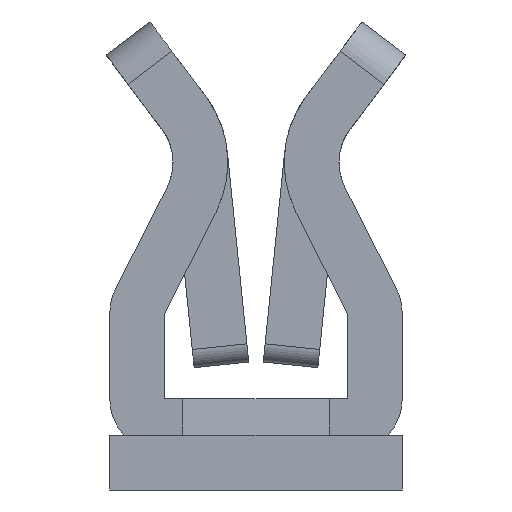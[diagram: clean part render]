
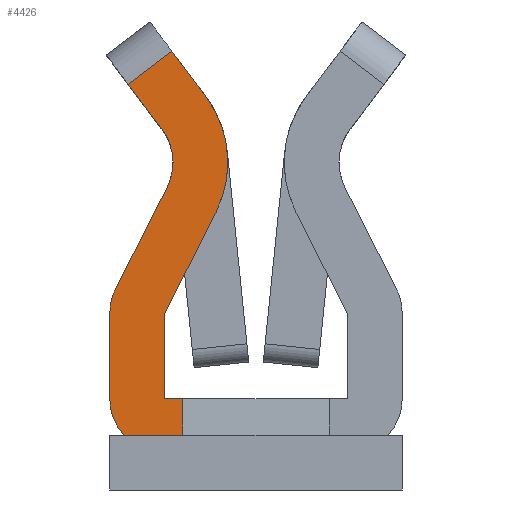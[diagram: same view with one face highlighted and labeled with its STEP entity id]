
A CAD part, left-side view. The second image highlights one B-rep face of the part: STEP entity #4426.
In plain terms, the highlighted face is planar.
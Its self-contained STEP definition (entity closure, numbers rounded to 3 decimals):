
#165=CIRCLE('',#4682,0.15);
#177=CIRCLE('',#4709,0.15);
#178=CIRCLE('',#4710,0.15);
#179=CIRCLE('',#4711,0.3);
#492=ORIENTED_EDGE('',*,*,#1754,.T.);
#493=ORIENTED_EDGE('',*,*,#1751,.F.);
#494=ORIENTED_EDGE('',*,*,#1787,.T.);
#495=ORIENTED_EDGE('',*,*,#1788,.T.);
#496=ORIENTED_EDGE('',*,*,#1789,.F.);
#497=ORIENTED_EDGE('',*,*,#1790,.T.);
#498=ORIENTED_EDGE('',*,*,#1791,.T.);
#499=ORIENTED_EDGE('',*,*,#1792,.F.);
#500=ORIENTED_EDGE('',*,*,#1793,.T.);
#501=ORIENTED_EDGE('',*,*,#1794,.T.);
#502=ORIENTED_EDGE('',*,*,#1795,.T.);
#503=ORIENTED_EDGE('',*,*,#1796,.T.);
#504=ORIENTED_EDGE('',*,*,#1730,.T.);
#505=ORIENTED_EDGE('',*,*,#1786,.T.);
#1730=EDGE_CURVE('',#2405,#2404,#2845,.T.);
#1751=EDGE_CURVE('',#2421,#2422,#165,.T.);
#1754=EDGE_CURVE('',#2424,#2422,#2859,.T.);
#1786=EDGE_CURVE('',#2404,#2424,#2877,.T.);
#1787=EDGE_CURVE('',#2421,#2443,#2878,.T.);
#1788=EDGE_CURVE('',#2443,#2444,#177,.T.);
#1789=EDGE_CURVE('',#2445,#2444,#2879,.T.);
#1790=EDGE_CURVE('',#2445,#2446,#178,.T.);
#1791=EDGE_CURVE('',#2446,#2447,#2880,.T.);
#1792=EDGE_CURVE('',#2448,#2447,#2881,.T.);
#1793=EDGE_CURVE('',#2448,#2449,#2882,.T.);
#1794=EDGE_CURVE('',#2449,#2450,#2883,.T.);
#1795=EDGE_CURVE('',#2450,#2451,#2884,.T.);
#1796=EDGE_CURVE('',#2451,#2405,#179,.T.);
#2404=VERTEX_POINT('',#6449);
#2405=VERTEX_POINT('',#6451);
#2421=VERTEX_POINT('',#6497);
#2422=VERTEX_POINT('',#6499);
#2424=VERTEX_POINT('',#6505);
#2443=VERTEX_POINT('',#6583);
#2444=VERTEX_POINT('',#6585);
#2445=VERTEX_POINT('',#6587);
#2446=VERTEX_POINT('',#6589);
#2447=VERTEX_POINT('',#6591);
#2448=VERTEX_POINT('',#6593);
#2449=VERTEX_POINT('',#6595);
#2450=VERTEX_POINT('',#6597);
#2451=VERTEX_POINT('',#6599);
#2845=LINE('',#6450,#3325);
#2859=LINE('',#6504,#3339);
#2877=LINE('',#6580,#3357);
#2878=LINE('',#6582,#3358);
#2879=LINE('',#6586,#3359);
#2880=LINE('',#6590,#3360);
#2881=LINE('',#6592,#3361);
#2882=LINE('',#6594,#3362);
#2883=LINE('',#6596,#3363);
#2884=LINE('',#6598,#3364);
#3325=VECTOR('',#5135,1000.);
#3339=VECTOR('',#5175,1000.);
#3357=VECTOR('',#5239,1000.);
#3358=VECTOR('',#5242,1000.);
#3359=VECTOR('',#5245,1000.);
#3360=VECTOR('',#5248,1000.);
#3361=VECTOR('',#5249,1000.);
#3362=VECTOR('',#5250,1000.);
#3363=VECTOR('',#5251,1000.);
#3364=VECTOR('',#5252,1000.);
#3804=EDGE_LOOP('',(#492,#493,#494,#495,#496,#497,#498,#499,#500,#501,#502,
#503,#504,#505));
#4042=FACE_BOUND('',#3804,.T.);
#4267=PLANE('',#4708);
#4426=ADVANCED_FACE('',(#4042),#4267,.T.);
#4682=AXIS2_PLACEMENT_3D('',#6498,#5168,#5169);
#4708=AXIS2_PLACEMENT_3D('',#6581,#5240,#5241);
#4709=AXIS2_PLACEMENT_3D('',#6584,#5243,#5244);
#4710=AXIS2_PLACEMENT_3D('',#6588,#5246,#5247);
#4711=AXIS2_PLACEMENT_3D('',#6600,#5253,#5254);
#5135=DIRECTION('',(-0.6,0.8,0.));
#5168=DIRECTION('',(0.,0.,1.));
#5169=DIRECTION('',(1.,0.,0.));
#5175=DIRECTION('',(0.6,-0.8,0.));
#5239=DIRECTION('',(-0.8,-0.6,0.));
#5240=DIRECTION('',(0.,0.,1.));
#5241=DIRECTION('',(1.,0.,0.));
#5242=DIRECTION('',(-0.452,-0.892,0.));
#5243=DIRECTION('',(0.,0.,1.));
#5244=DIRECTION('',(-0.885,0.466,0.));
#5245=DIRECTION('',(0.,1.,0.));
#5246=DIRECTION('',(0.,0.,1.));
#5247=DIRECTION('',(-1.,0.,0.));
#5248=DIRECTION('',(1.,0.,0.));
#5249=DIRECTION('',(0.,-1.,0.));
#5250=DIRECTION('',(-1.,0.,0.));
#5251=DIRECTION('',(0.,1.,0.));
#5252=DIRECTION('',(0.452,0.892,0.));
#5253=DIRECTION('',(0.,0.,1.));
#5254=DIRECTION('',(1.,0.,0.));
#6449=CARTESIAN_POINT('',(-0.23,1.2,2.5));
#6450=CARTESIAN_POINT('',(-0.137,1.076,2.5));
#6451=CARTESIAN_POINT('',(-0.137,1.076,2.5));
#6497=CARTESIAN_POINT('',(-0.243,0.828,2.5));
#6498=CARTESIAN_POINT('',(-0.377,0.896,2.5));
#6499=CARTESIAN_POINT('',(-0.257,0.986,2.5));
#6504=CARTESIAN_POINT('',(-0.35,1.11,2.5));
#6505=CARTESIAN_POINT('',(-0.35,1.11,2.5));
#6580=CARTESIAN_POINT('',(-0.23,1.2,2.5));
#6581=CARTESIAN_POINT('',(-0.238,0.645,2.5));
#6582=CARTESIAN_POINT('',(-0.248,0.818,2.5));
#6583=CARTESIAN_POINT('',(-0.384,0.551,2.5));
#6584=CARTESIAN_POINT('',(-0.25,0.483,2.5));
#6585=CARTESIAN_POINT('',(-0.4,0.483,2.5));
#6586=CARTESIAN_POINT('',(-0.4,0.25,2.5));
#6587=CARTESIAN_POINT('',(-0.4,0.25,2.5));
#6588=CARTESIAN_POINT('',(-0.25,0.25,2.5));
#6589=CARTESIAN_POINT('',(-0.25,0.1,2.5));
#6590=CARTESIAN_POINT('',(-0.25,0.1,2.5));
#6591=CARTESIAN_POINT('',(-0.2,0.1,2.5));
#6592=CARTESIAN_POINT('',(-0.2,0.25,2.5));
#6593=CARTESIAN_POINT('',(-0.2,0.25,2.5));
#6594=CARTESIAN_POINT('',(-0.2,0.25,2.5));
#6595=CARTESIAN_POINT('',(-0.25,0.25,2.5));
#6596=CARTESIAN_POINT('',(-0.25,0.25,2.5));
#6597=CARTESIAN_POINT('',(-0.25,0.483,2.5));
#6598=CARTESIAN_POINT('',(-0.25,0.483,2.5));
#6599=CARTESIAN_POINT('',(-0.109,0.76,2.5));
#6600=CARTESIAN_POINT('',(-0.377,0.896,2.5));
